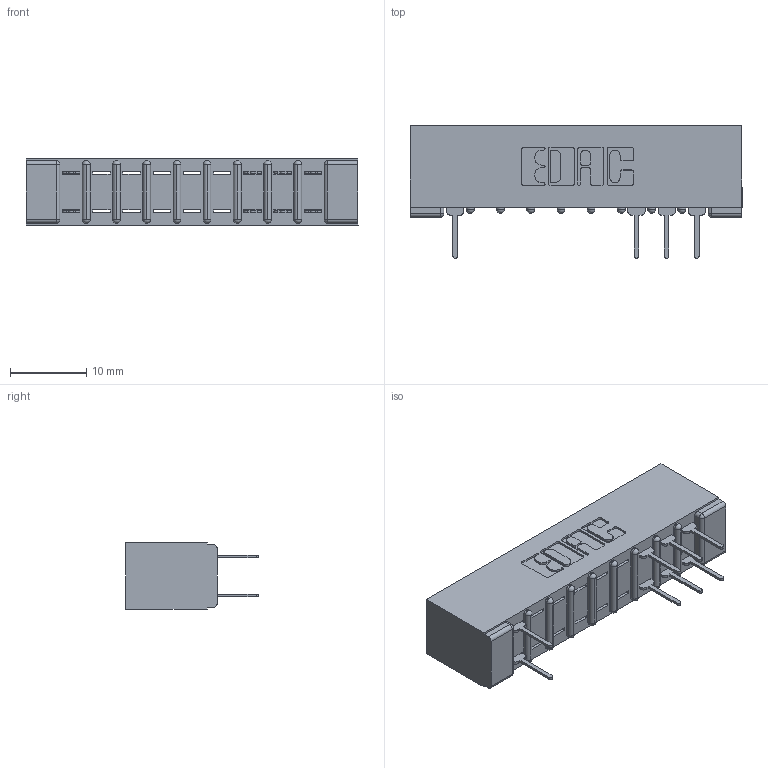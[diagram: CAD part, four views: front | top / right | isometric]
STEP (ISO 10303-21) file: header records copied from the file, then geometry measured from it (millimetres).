
FILE_DESCRIPTION (( 'STEP AP203' ), '1' );
FILE_NAME ('357-018-524-201.STEP', '2018-08-08T05:28:33', ( '' ), ( '' ), 'SwSTEP 2.0', 'SolidWorks 2016', '' );
FILE_SCHEMA (( 'CONFIG_CONTROL_DESIGN' ));
Length unit declared in the file: inch
Products named in the file (3): 307 Part_No Mounting Lugs; 307-290-001_524; 357-018-524-201
Assembly tree (9 placements, depth 2):
  357-018-524-201
    307 Part_No Mounting Lugs
    307-290-001_524  x8
Bounding box: 43.54 x 17.42 x 8.71 mm (x, y, z)
Volume: 2950.2 mm3; surface area: 4225.3 mm2
Topology: 9 solids, 9 shells, 588 faces, 1659 edges, 1066 vertices
Faces by surface type: plane 374, cylinder 194, sphere 20
Entity records: 11442 total; most frequent: CARTESIAN_POINT 1919, ORIENTED_EDGE 1906, DIRECTION 1883, EDGE_CURVE 953, VECTOR 719, LINE 719, VERTEX_POINT 618, AXIS2_PLACEMENT_3D 582
